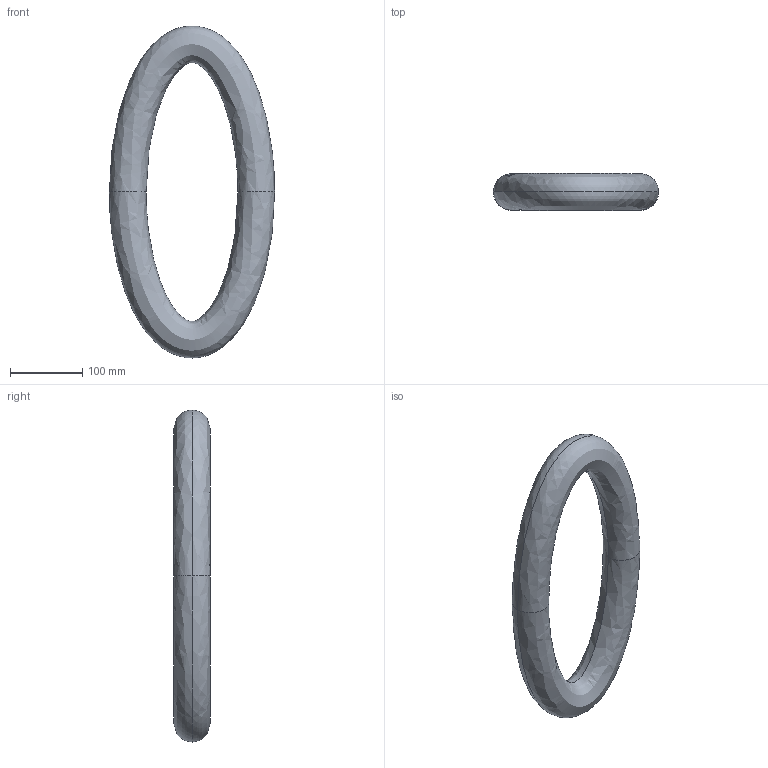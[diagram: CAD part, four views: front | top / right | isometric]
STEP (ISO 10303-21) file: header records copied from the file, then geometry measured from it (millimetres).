
FILE_DESCRIPTION (( 'STEP AP214' ), '1' );
FILE_NAME ('Cresendo NOTE_flexed02.STEP', '2024-01-13T00:36:00', ( 'Registered User' ), ( 'Watlow' ), 'SwSTEP 2.0', 'SolidWorks 2023', '' );
FILE_SCHEMA (( 'AUTOMOTIVE_DESIGN' ));
Length unit declared in the file: inch
Products named in the file (1): Cresendo NOTE_flexed02
Bounding box: 228.6 x 50.8 x 459.48 mm (x, y, z)
Volume: 1940388.1 mm3; surface area: 152780.7 mm2
Topology: 1 solids, 1 shells, 4 faces, 8 edges, 4 vertices
Faces by surface type: bspline 4
Entity records: 2323 total; most frequent: CARTESIAN_POINT 2245, ORIENTED_EDGE 16, EDGE_CURVE 8, ADVANCED_FACE 4, VERTEX_POINT 4, EDGE_LOOP 4, FACE_OUTER_BOUND 4, B_SPLINE_CURVE_WITH_KNOTS 4
